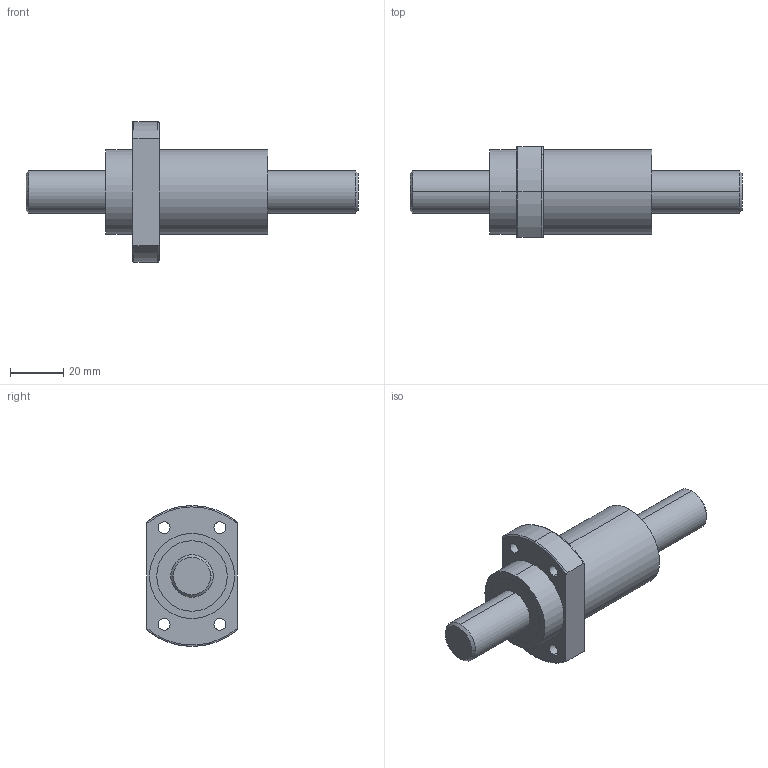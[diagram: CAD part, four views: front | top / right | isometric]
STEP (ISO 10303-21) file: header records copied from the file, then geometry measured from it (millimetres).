
FILE_DESCRIPTION (( 'STEP AP214' ), '1' );
FILE_NAME ('SFY1616-5.6.STEP', '2019-04-24T05:30:39', ( '' ), ( '' ), 'SwSTEP 2.0', 'SolidWorks 2015', '' );
FILE_SCHEMA (( 'AUTOMOTIVE_DESIGN' ));
Length unit declared in the file: millimetre
Products named in the file (1): SFY1616-5.6
Bounding box: 125 x 34 x 53 mm (x, y, z)
Volume: 69869.2 mm3; surface area: 23683.7 mm2
Topology: 4 solids, 4 shells, 612 faces, 1684 edges, 1122 vertices
Faces by surface type: bspline 431, plane 100, cylinder 77, cone 4
Entity records: 27994 total; most frequent: CARTESIAN_POINT 16206, ORIENTED_EDGE 3368, EDGE_CURVE 1684, B_SPLINE_CURVE_WITH_KNOTS 1364, VERTEX_POINT 1122, DIRECTION 803, EDGE_LOOP 668, FACE_OUTER_BOUND 612
